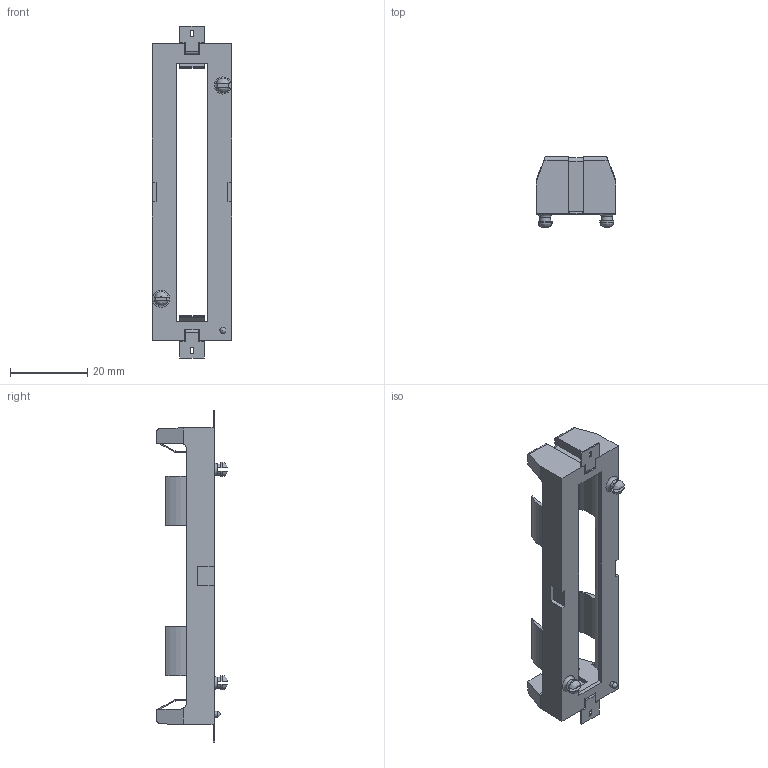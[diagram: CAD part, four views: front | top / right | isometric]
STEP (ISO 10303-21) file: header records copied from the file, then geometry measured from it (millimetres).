
FILE_DESCRIPTION(/* description */ ('STEP AP214'),/* implementation_level */ '2;1');
FILE_NAME(/* name */ '1042.stp',/* time_stamp */ '2020-06-03T12:55:24+02:00',/* author */ ('daniel.kampert'),/* organization */ (''),/* preprocessor_version */ 'ST-DEVELOPER v18',/* originating_system */ 'Autodesk Inventor 2020',/* authorisation */ '');
FILE_SCHEMA (('AUTOMOTIVE_DESIGN { 1 0 10303 214 3 1 1 }'));
Length unit declared in the file: millimetre
Products named in the file (1): 1042
Bounding box: 20.65 x 18.29 x 86 mm (x, y, z)
Volume: 5602 mm3; surface area: 6329 mm2
Topology: 3 solids, 3 shells, 174 faces, 486 edges, 320 vertices
Faces by surface type: plane 134, cylinder 33, bspline 4, torus 2, sphere 1
Full cylindrical faces by diameter (mm): 1.575 x1, 2.921 x2
Entity records: 5732 total; most frequent: CARTESIAN_POINT 1144, ORIENTED_EDGE 970, DIRECTION 913, EDGE_CURVE 485, LINE 375, VECTOR 375, VERTEX_POINT 320, AXIS2_PLACEMENT_3D 269
